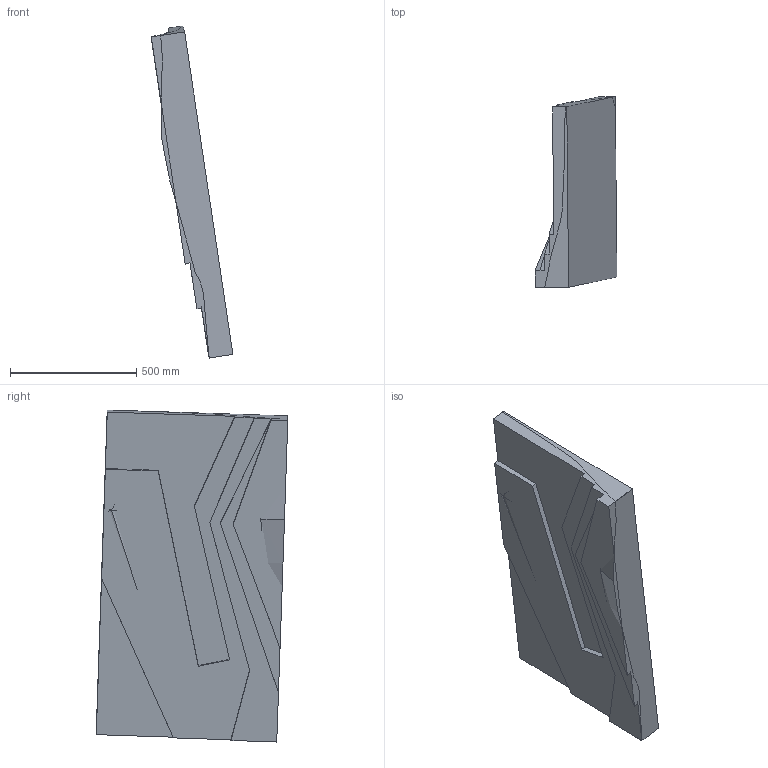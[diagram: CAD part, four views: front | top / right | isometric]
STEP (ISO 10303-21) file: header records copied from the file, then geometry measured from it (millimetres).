
FILE_DESCRIPTION (( 'STEP AP214' ), '1' );
FILE_NAME ('Left Side Panel Stock.STEP', '2024-11-29T18:56:40', ( '' ), ( '' ), 'SwSTEP 2.0', 'SolidWorks 2024', '' );
FILE_SCHEMA (( 'AUTOMOTIVE_DESIGN' ));
Length unit declared in the file: inch
Products named in the file (1): Left Side Panel Stock
Bounding box: 323.84 x 758.03 x 1313.33 mm (x, y, z)
Volume: 131299504.9 mm3; surface area: 4430663.5 mm2
Topology: 2 solids, 2 shells, 42 faces, 113 edges, 71 vertices
Faces by surface type: plane 29, bspline 13
Entity records: 4549 total; most frequent: CARTESIAN_POINT 3582, ORIENTED_EDGE 218, DIRECTION 138, EDGE_CURVE 109, VECTOR 78, LINE 78, VERTEX_POINT 71, EDGE_LOOP 42
